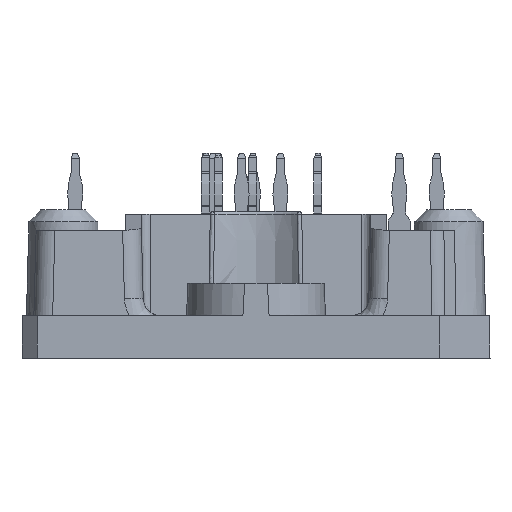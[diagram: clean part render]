
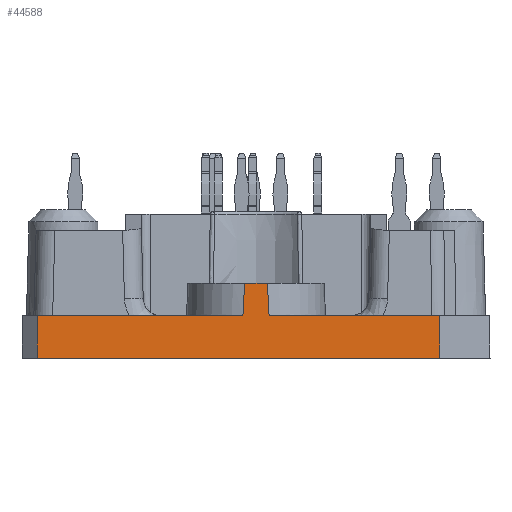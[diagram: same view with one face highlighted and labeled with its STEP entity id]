
A CAD part, left-side view. The second image highlights one B-rep face of the part: STEP entity #44588.
In plain terms, the highlighted planar face has unit normal (-1, 0, 0.018).
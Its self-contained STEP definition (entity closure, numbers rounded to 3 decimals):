
#1059=B_SPLINE_CURVE_WITH_KNOTS('',3,(#64575,#64576,#64577,#64578),
 .UNSPECIFIED.,.F.,.F.,(4,4),(0.,0.003),.UNSPECIFIED.);
#1066=B_SPLINE_CURVE_WITH_KNOTS('',3,(#64686,#64687,#64688,#64689),
 .UNSPECIFIED.,.F.,.F.,(4,4),(0.,0.003),.UNSPECIFIED.);
#2817=LINE('',#63896,#6063);
#2830=LINE('',#63990,#6076);
#3010=LINE('',#64573,#6256);
#3033=LINE('',#64691,#6279);
#3034=LINE('',#64693,#6280);
#3035=LINE('',#64694,#6281);
#6063=VECTOR('',#53610,1000.);
#6076=VECTOR('',#53657,1000.);
#6256=VECTOR('',#54145,1000.);
#6279=VECTOR('',#54232,1000.);
#6280=VECTOR('',#54233,1000.);
#6281=VECTOR('',#54234,1000.);
#12978=ORIENTED_EDGE('',*,*,#19925,.F.);
#12979=ORIENTED_EDGE('',*,*,#19926,.T.);
#12980=ORIENTED_EDGE('',*,*,#19614,.T.);
#12981=ORIENTED_EDGE('',*,*,#19879,.T.);
#12982=ORIENTED_EDGE('',*,*,#19927,.F.);
#12983=ORIENTED_EDGE('',*,*,#19880,.T.);
#12984=ORIENTED_EDGE('',*,*,#19585,.T.);
#12985=ORIENTED_EDGE('',*,*,#19924,.F.);
#19585=EDGE_CURVE('',#23522,#23523,#2817,.F.);
#19614=EDGE_CURVE('',#23547,#23546,#2830,.F.);
#19879=EDGE_CURVE('',#23546,#23754,#3010,.F.);
#19880=EDGE_CURVE('',#23755,#23522,#1059,.T.);
#19924=EDGE_CURVE('',#23783,#23523,#1066,.T.);
#19925=EDGE_CURVE('',#23784,#23783,#3033,.F.);
#19926=EDGE_CURVE('',#23784,#23547,#3034,.F.);
#19927=EDGE_CURVE('',#23755,#23754,#3035,.F.);
#23522=VERTEX_POINT('',#63893);
#23523=VERTEX_POINT('',#63895);
#23546=VERTEX_POINT('',#63989);
#23547=VERTEX_POINT('',#63991);
#23754=VERTEX_POINT('',#64572);
#23755=VERTEX_POINT('',#64579);
#23783=VERTEX_POINT('',#64685);
#23784=VERTEX_POINT('',#64692);
#26990=EDGE_LOOP('',(#12978,#12979,#12980,#12981,#12982,#12983,#12984,#12985));
#28934=FACE_BOUND('',#26990,.T.);
#30444=PLANE('',#47278);
#44588=ADVANCED_FACE('',(#28934),#30444,.T.);
#47278=AXIS2_PLACEMENT_3D('',#64690,#54230,#54231);
#53610=DIRECTION('',(0.,-1.,0.));
#53657=DIRECTION('',(0.,1.,0.));
#54145=DIRECTION('',(-0.017,-0.007,-1.));
#54230=DIRECTION('',(-1.,0.,0.017));
#54231=DIRECTION('',(0.017,0.,1.));
#54232=DIRECTION('',(0.,1.,0.));
#54233=DIRECTION('',(0.017,-0.017,1.));
#54234=DIRECTION('',(0.,1.,0.));
#63893=CARTESIAN_POINT('',(-40.895,-0.913,6.));
#63895=CARTESIAN_POINT('',(-40.895,0.913,6.));
#63896=CARTESIAN_POINT('',(-40.895,0.,6.));
#63989=CARTESIAN_POINT('',(-41.,-14.7,0.));
#63990=CARTESIAN_POINT('',(-41.,0.,0.));
#63991=CARTESIAN_POINT('',(-41.,17.49,0.));
#64572=CARTESIAN_POINT('',(-40.941,-14.675,3.4));
#64573=CARTESIAN_POINT('',(-40.998,-14.699,0.134));
#64575=CARTESIAN_POINT('',(-40.941,-1.044,3.4));
#64576=CARTESIAN_POINT('',(-40.926,-1.003,4.267));
#64577=CARTESIAN_POINT('',(-40.91,-0.959,5.133));
#64578=CARTESIAN_POINT('',(-40.895,-0.913,6.));
#64579=CARTESIAN_POINT('',(-40.941,-1.044,3.4));
#64685=CARTESIAN_POINT('',(-40.941,1.044,3.4));
#64686=CARTESIAN_POINT('',(-40.941,1.044,3.4));
#64687=CARTESIAN_POINT('',(-40.926,1.003,4.267));
#64688=CARTESIAN_POINT('',(-40.91,0.959,5.133));
#64689=CARTESIAN_POINT('',(-40.895,0.913,6.));
#64690=CARTESIAN_POINT('',(-41.,0.,0.));
#64691=CARTESIAN_POINT('',(-40.941,0.,3.4));
#64692=CARTESIAN_POINT('',(-40.941,17.43,3.4));
#64693=CARTESIAN_POINT('',(-40.995,17.484,0.305));
#64694=CARTESIAN_POINT('',(-40.941,0.,3.4));
